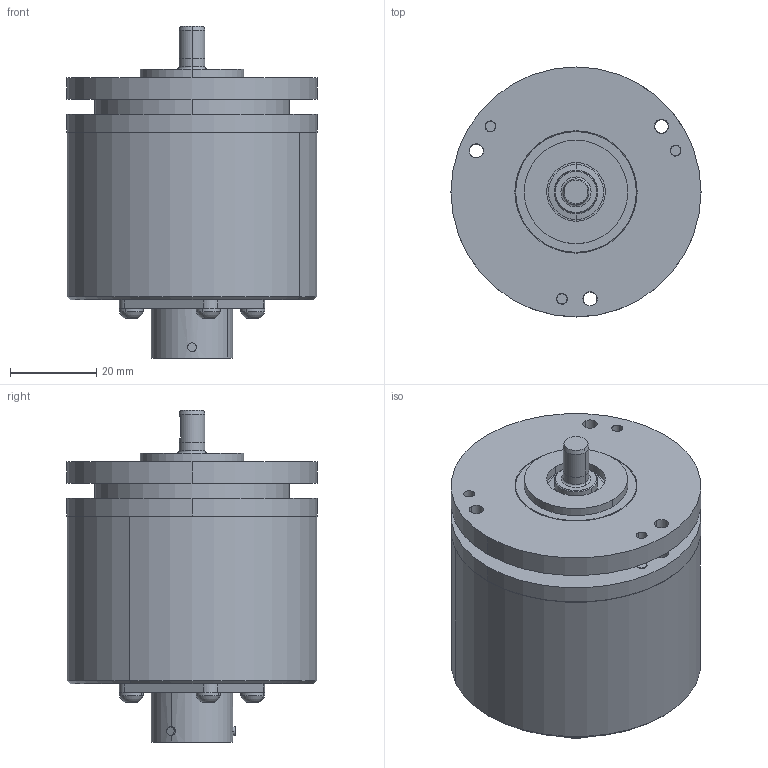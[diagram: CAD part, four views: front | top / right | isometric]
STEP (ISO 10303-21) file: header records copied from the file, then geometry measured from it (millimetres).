
FILE_DESCRIPTION((''),'2;1');
FILE_NAME('514054','2010-11-10T',('se2802'),(''),'PRO/ENGINEER BY PARAMETRIC TECHNOLOGY CORPORATION, 2010180','PRO/ENGINEER BY PARAMETRIC TECHNOLOGY CORPORATION, 2010180','');
FILE_SCHEMA(('CONFIG_CONTROL_DESIGN'));
Length unit declared in the file: millimetre
Products named in the file (1): 514054
Bounding box: 58 x 58 x 77 mm (x, y, z)
Volume: 80697.5 mm3; surface area: 41240.2 mm2
Topology: 2 solids, 5 shells, 1291 faces, 3542 edges, 2309 vertices
Faces by surface type: cylinder 451, plane 388, extrusion 324, torus 58, cone 56, sphere 14
Entity records: 46208 total; most frequent: CARTESIAN_POINT 13754, ORIENTED_EDGE 7080, DIRECTION 6236, EDGE_CURVE 3540, VERTEX_POINT 2309, AXIS2_PLACEMENT_3D 2289, VECTOR 1658, EDGE_LOOP 1421
